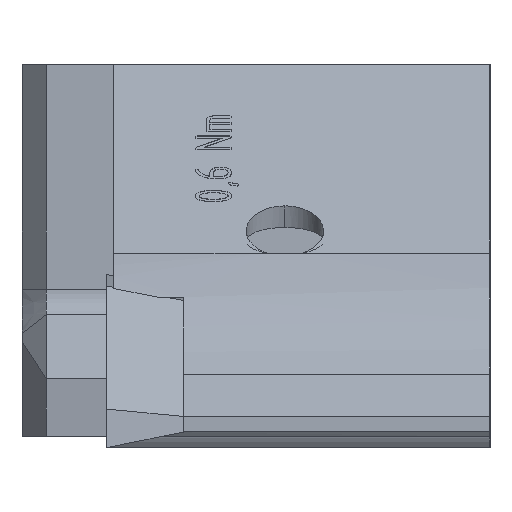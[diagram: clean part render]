
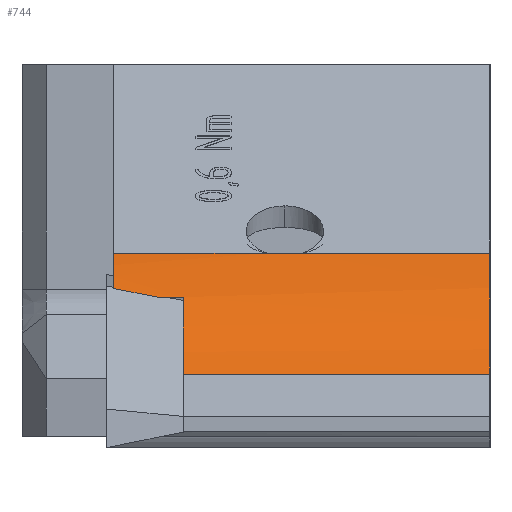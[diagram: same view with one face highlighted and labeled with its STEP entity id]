
A CAD part, left-side view. The second image highlights one B-rep face of the part: STEP entity #744.
In plain terms, the highlighted cylindrical face has radius 8.807 mm (diameter 17.614 mm), a partial arc.
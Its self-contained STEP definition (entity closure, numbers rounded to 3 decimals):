
#120 = DIRECTION ( 'NONE',  ( 0., -1., 0. ) ) ;
#158 = DIRECTION ( 'NONE',  ( 0., 0., 1. ) ) ;
#167 = LINE ( 'NONE', #444, #1215 ) ;
#176 = AXIS2_PLACEMENT_3D ( 'NONE', #273, #3447, #738 ) ;
#191 = CARTESIAN_POINT ( 'NONE',  ( 5.42, -15.875, 8.06 ) ) ;
#273 = CARTESIAN_POINT ( 'NONE',  ( -3.174, -0.3, 9.983 ) ) ;
#374 = DIRECTION ( 'NONE',  ( 0., -1., 0. ) ) ;
#444 = CARTESIAN_POINT ( 'NONE',  ( 4.795, 161.374, 6.234 ) ) ;
#446 = VECTOR ( 'NONE', #374, 1000. ) ;
#454 = EDGE_CURVE ( 'Defeature ausgef�hrt2_22+Defeature ausgef�hrt2_14+Defeature ausgef�hrt2_4+Defeature ausgef�hrt2_21', #1869, #4661, #1595, .T. ) ;
#580 = EDGE_CURVE ( 'Defeature ausgef�hrt2_14+Defeature ausgef�hrt2_8+Defeature ausgef�hrt2_41+Defeature ausgef�hrt2_21', #5460, #3088, #2125, .T. ) ;
#621 = DIRECTION ( 'NONE',  ( 0., -1., 0. ) ) ;
#626 = AXIS2_PLACEMENT_3D ( 'NONE', #4469, #3473, #3820 ) ;
#738 = DIRECTION ( 'NONE',  ( 0., 0., -1. ) ) ;
#744 = ADVANCED_FACE ( 'Defeature ausgef�hrt2_14', ( #1383 ), #2318, .F. ) ;
#794 = VERTEX_POINT ( 'NONE', #191 ) ;
#818 = AXIS2_PLACEMENT_3D ( 'NONE', #3295, #120, #158 ) ;
#898 = DIRECTION ( 'NONE',  ( 0., -1., 0. ) ) ;
#1215 = VECTOR ( 'NONE', #898, 1000. ) ;
#1255 = ORIENTED_EDGE ( 'NONE', *, *, #1256, .F. ) ;
#1256 = EDGE_CURVE ( 'Defeature ausgef�hrt2_29+Defeature ausgef�hrt2_14+Defeature ausgef�hrt2_28+Defeature ausgef�hrt2_28', #3023, #3844, #1284, .T. ) ;
#1284 = LINE ( 'NONE', #4398, #4709 ) ;
#1335 = CARTESIAN_POINT ( 'NONE',  ( 4.795, -2.099, 6.234 ) ) ;
#1347 = CARTESIAN_POINT ( 'NONE',  ( 5.42, -0.3, 8.06 ) ) ;
#1383 = FACE_OUTER_BOUND ( 'NONE', #4583, .T. ) ;
#1566 = ORIENTED_EDGE ( 'NONE', *, *, #580, .T. ) ;
#1572 = LINE ( 'NONE', #3549, #446 ) ;
#1595 = CIRCLE ( 'NONE', #626, 8.807 ) ;
#1603 = CARTESIAN_POINT ( 'NONE',  ( 2.248, -3.18, 3.043 ) ) ;
#1869 = VERTEX_POINT ( 'NONE', #1603 ) ;
#1979 = CARTESIAN_POINT ( 'NONE',  ( 2.248, 161.374, 3.043 ) ) ;
#2007 = VERTEX_POINT ( 'NONE', #4161 ) ;
#2065 = CIRCLE ( 'NONE', #3645, 8.807 ) ;
#2125 =( BOUNDED_CURVE ( )  B_SPLINE_CURVE ( 3, ( #5136, #3724, #2945, #4856 ),
 .UNSPECIFIED., .F., .T. ) 
 B_SPLINE_CURVE_WITH_KNOTS ( ( 4, 4 ),
 ( 5.16, 5.204 ),
 .UNSPECIFIED. ) 
 CURVE ( )  GEOMETRIC_REPRESENTATION_ITEM ( )  RATIONAL_B_SPLINE_CURVE ( ( 1., 1., 1., 1. ) ) 
 REPRESENTATION_ITEM ( '' )  );
#2175 = CARTESIAN_POINT ( 'NONE',  ( -3.174, -15.875, 9.983 ) ) ;
#2318 = CYLINDRICAL_SURFACE ( 'NONE', #818, 8.807 ) ;
#2568 = VERTEX_POINT ( 'NONE', #1347 ) ;
#2621 = DIRECTION ( 'NONE',  ( 0., 0., 1. ) ) ;
#2622 = DIRECTION ( 'NONE',  ( 0., -1., 0. ) ) ;
#2923 = EDGE_CURVE ( 'Defeature ausgef�hrt2_7+Defeature ausgef�hrt2_14+Defeature ausgef�hrt2_28+Defeature ausgef�hrt2_19', #3844, #794, #2961, .T. ) ;
#2945 = CARTESIAN_POINT ( 'NONE',  ( 4.851, -1.506, 6.353 ) ) ;
#2961 = LINE ( 'NONE', #5707, #5049 ) ;
#3019 = EDGE_CURVE ( 'Defeature ausgef�hrt2_19+Defeature ausgef�hrt2_14+Defeature ausgef�hrt2_7+Defeature ausgef�hrt2_27', #794, #2007, #2065, .T. ) ;
#3023 = VERTEX_POINT ( 'NONE', #3963 ) ;
#3088 = VERTEX_POINT ( 'NONE', #1335 ) ;
#3295 = CARTESIAN_POINT ( 'NONE',  ( -3.174, 161.374, 9.983 ) ) ;
#3437 = ORIENTED_EDGE ( 'NONE', *, *, #3019, .F. ) ;
#3447 = DIRECTION ( 'NONE',  ( 0., 1., 0. ) ) ;
#3473 = DIRECTION ( 'NONE',  ( 0., -1., 0. ) ) ;
#3545 = DIRECTION ( 'NONE',  ( 0., -1., 0. ) ) ;
#3549 = CARTESIAN_POINT ( 'NONE',  ( 5.42, 161.374, 8.06 ) ) ;
#3603 = CARTESIAN_POINT ( 'NONE',  ( 5.42, -8.113, 8.06 ) ) ;
#3645 = AXIS2_PLACEMENT_3D ( 'NONE', #2175, #5271, #2621 ) ;
#3724 = CARTESIAN_POINT ( 'NONE',  ( 4.904, -0.906, 6.472 ) ) ;
#3820 = DIRECTION ( 'NONE',  ( 0., 0., -1. ) ) ;
#3833 = EDGE_CURVE ( 'Defeature ausgef�hrt2_14+Defeature ausgef�hrt2_21+Defeature ausgef�hrt2_8+Defeature ausgef�hrt2_22', #3088, #4661, #167, .T. ) ;
#3836 = ORIENTED_EDGE ( 'NONE', *, *, #5102, .T. ) ;
#3844 = VERTEX_POINT ( 'NONE', #3603 ) ;
#3963 = CARTESIAN_POINT ( 'NONE',  ( 5.42, -6.647, 8.06 ) ) ;
#4009 = EDGE_CURVE ( 'Defeature ausgef�hrt2_7+Defeature ausgef�hrt2_14+Defeature ausgef�hrt2_41+Defeature ausgef�hrt2_28', #2568, #3023, #1572, .T. ) ;
#4161 = CARTESIAN_POINT ( 'NONE',  ( 2.248, -15.875, 3.043 ) ) ;
#4354 = CARTESIAN_POINT ( 'NONE',  ( 4.795, -3.18, 6.234 ) ) ;
#4368 = CIRCLE ( 'NONE', #176, 8.807 ) ;
#4398 = CARTESIAN_POINT ( 'NONE',  ( 5.42, 161.374, 8.06 ) ) ;
#4423 = ORIENTED_EDGE ( 'NONE', *, *, #454, .F. ) ;
#4469 = CARTESIAN_POINT ( 'NONE',  ( -3.174, -3.18, 9.983 ) ) ;
#4500 = VECTOR ( 'NONE', #621, 1000. ) ;
#4531 = CARTESIAN_POINT ( 'NONE',  ( 4.954, -0.3, 6.593 ) ) ;
#4566 = ORIENTED_EDGE ( 'NONE', *, *, #4594, .T. ) ;
#4583 = EDGE_LOOP ( 'NONE', ( #4566, #1566, #4626, #4423, #3836, #3437, #4631, #1255, #5216 ) ) ;
#4594 = EDGE_CURVE ( 'Defeature ausgef�hrt2_14+Defeature ausgef�hrt2_41+Defeature ausgef�hrt2_7+Defeature ausgef�hrt2_8', #2568, #5460, #4368, .T. ) ;
#4626 = ORIENTED_EDGE ( 'NONE', *, *, #3833, .T. ) ;
#4631 = ORIENTED_EDGE ( 'NONE', *, *, #2923, .F. ) ;
#4661 = VERTEX_POINT ( 'NONE', #4354 ) ;
#4709 = VECTOR ( 'NONE', #2622, 1000. ) ;
#4856 = CARTESIAN_POINT ( 'NONE',  ( 4.795, -2.099, 6.234 ) ) ;
#5049 = VECTOR ( 'NONE', #3545, 1000. ) ;
#5102 = EDGE_CURVE ( 'Defeature ausgef�hrt2_14+Defeature ausgef�hrt2_27+Defeature ausgef�hrt2_22+Defeature ausgef�hrt2_19', #1869, #2007, #5663, .T. ) ;
#5136 = CARTESIAN_POINT ( 'NONE',  ( 4.954, -0.3, 6.593 ) ) ;
#5216 = ORIENTED_EDGE ( 'NONE', *, *, #4009, .F. ) ;
#5271 = DIRECTION ( 'NONE',  ( 0., 1., 0. ) ) ;
#5460 = VERTEX_POINT ( 'NONE', #4531 ) ;
#5663 = LINE ( 'NONE', #1979, #4500 ) ;
#5707 = CARTESIAN_POINT ( 'NONE',  ( 5.42, 161.374, 8.06 ) ) ;
